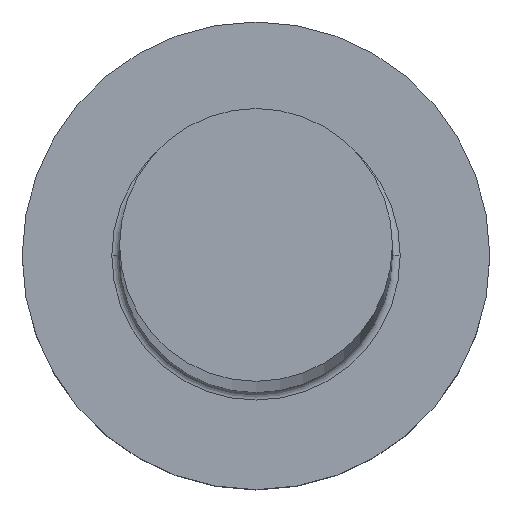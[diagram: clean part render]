
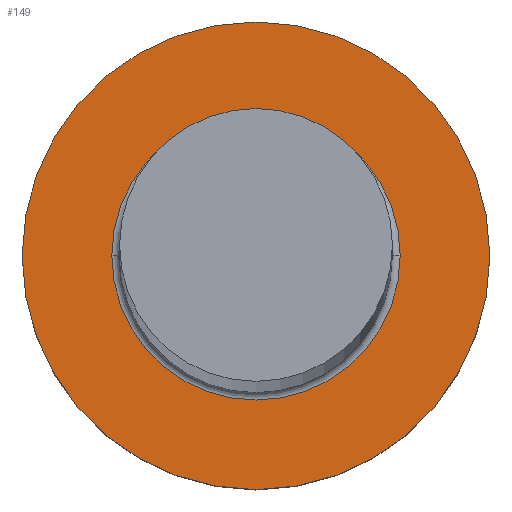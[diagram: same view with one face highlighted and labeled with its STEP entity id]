
A CAD part, top view. The second image highlights one B-rep face of the part: STEP entity #149.
In plain terms, the highlighted planar face has unit normal (0, 0, 1).
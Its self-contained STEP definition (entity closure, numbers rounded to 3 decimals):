
#3 = DIRECTION ( 'NONE',  ( 1., 0., 0. ) ) ;
#13 = EDGE_LOOP ( 'NONE', ( #155, #244 ) ) ;
#21 = FACE_BOUND ( 'NONE', #151, .T. ) ;
#33 = AXIS2_PLACEMENT_3D ( 'NONE', #234, #306, #259 ) ;
#50 = DIRECTION ( 'NONE',  ( 1., 0., 0. ) ) ;
#51 = CARTESIAN_POINT ( 'NONE',  ( 3.7, 0., 5. ) ) ;
#52 = CIRCLE ( 'NONE', #247, 6. ) ;
#68 = DIRECTION ( 'NONE',  ( 1., 0., 0. ) ) ;
#69 = CARTESIAN_POINT ( 'NONE',  ( -3.7, 0., 5. ) ) ;
#72 = DIRECTION ( 'NONE',  ( 0., 0., 1. ) ) ;
#76 = VERTEX_POINT ( 'NONE', #301 ) ;
#95 = CIRCLE ( 'NONE', #205, 6. ) ;
#97 = DIRECTION ( 'NONE',  ( 1., 0., 0. ) ) ;
#130 = ORIENTED_EDGE ( 'NONE', *, *, #219, .T. ) ;
#133 = PLANE ( 'NONE',  #33 ) ;
#142 = DIRECTION ( 'NONE',  ( 0., 0., -1. ) ) ;
#149 = ADVANCED_FACE ( 'NONE', ( #21, #161 ), #133, .T. ) ;
#151 = EDGE_LOOP ( 'NONE', ( #223, #130 ) ) ;
#155 = ORIENTED_EDGE ( 'NONE', *, *, #279, .T. ) ;
#157 = CIRCLE ( 'NONE', #195, 3.7 ) ;
#161 = FACE_OUTER_BOUND ( 'NONE', #13, .T. ) ;
#162 = CIRCLE ( 'NONE', #307, 3.7 ) ;
#165 = CARTESIAN_POINT ( 'NONE',  ( 0., 0., 5. ) ) ;
#189 = CARTESIAN_POINT ( 'NONE',  ( 0., 0., 5. ) ) ;
#195 = AXIS2_PLACEMENT_3D ( 'NONE', #264, #142, #3 ) ;
#201 = VERTEX_POINT ( 'NONE', #51 ) ;
#205 = AXIS2_PLACEMENT_3D ( 'NONE', #288, #72, #50 ) ;
#211 = CARTESIAN_POINT ( 'NONE',  ( -6., 0., 5. ) ) ;
#215 = DIRECTION ( 'NONE',  ( 0., 0., 1. ) ) ;
#219 = EDGE_CURVE ( 'NONE', #253, #201, #162, .T. ) ;
#223 = ORIENTED_EDGE ( 'NONE', *, *, #292, .T. ) ;
#234 = CARTESIAN_POINT ( 'NONE',  ( 0., 0., 5. ) ) ;
#244 = ORIENTED_EDGE ( 'NONE', *, *, #282, .T. ) ;
#247 = AXIS2_PLACEMENT_3D ( 'NONE', #165, #215, #68 ) ;
#253 = VERTEX_POINT ( 'NONE', #69 ) ;
#259 = DIRECTION ( 'NONE',  ( 1., 0., 0. ) ) ;
#264 = CARTESIAN_POINT ( 'NONE',  ( 0., 0., 5. ) ) ;
#278 = VERTEX_POINT ( 'NONE', #211 ) ;
#279 = EDGE_CURVE ( 'NONE', #278, #76, #52, .T. ) ;
#282 = EDGE_CURVE ( 'NONE', #76, #278, #95, .T. ) ;
#283 = DIRECTION ( 'NONE',  ( 0., 0., -1. ) ) ;
#288 = CARTESIAN_POINT ( 'NONE',  ( 0., 0., 5. ) ) ;
#292 = EDGE_CURVE ( 'NONE', #201, #253, #157, .T. ) ;
#301 = CARTESIAN_POINT ( 'NONE',  ( 6., 0., 5. ) ) ;
#306 = DIRECTION ( 'NONE',  ( 0., 0., 1. ) ) ;
#307 = AXIS2_PLACEMENT_3D ( 'NONE', #189, #283, #97 ) ;
